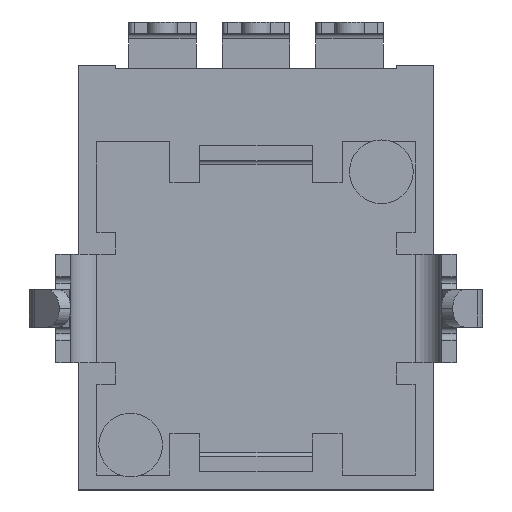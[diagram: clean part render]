
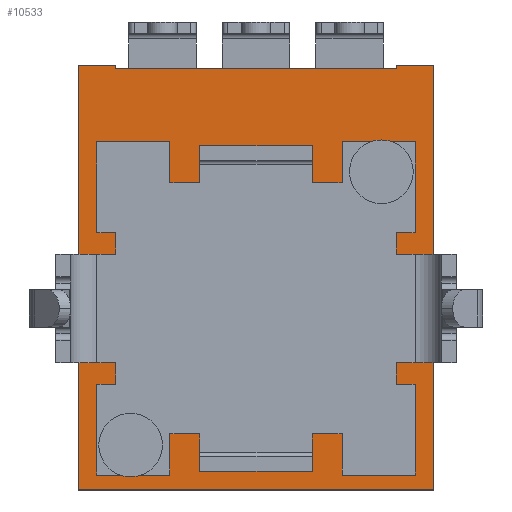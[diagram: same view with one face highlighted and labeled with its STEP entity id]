
A CAD part, front view. The second image highlights one B-rep face of the part: STEP entity #10533.
In plain terms, the highlighted planar face has unit normal (0, -1, 0).
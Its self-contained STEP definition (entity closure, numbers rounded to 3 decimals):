
#7 = VECTOR ( 'NONE', #6204, 1000. ) ;
#78 = CARTESIAN_POINT ( 'NONE',  ( -3.75, 3.45, 5. ) ) ;
#120 = EDGE_CURVE ( 'NONE', #7773, #2493, #1363, .T. ) ;
#168 = VERTEX_POINT ( 'NONE', #10125 ) ;
#264 = LINE ( 'NONE', #8294, #6550 ) ;
#355 = VERTEX_POINT ( 'NONE', #5875 ) ;
#444 = CARTESIAN_POINT ( 'NONE',  ( 4.75, 3.45, -6.25 ) ) ;
#490 = VERTEX_POINT ( 'NONE', #444 ) ;
#731 = VECTOR ( 'NONE', #1564, 1000. ) ;
#802 = DIRECTION ( 'NONE',  ( 0., 0., -1. ) ) ;
#891 = LINE ( 'NONE', #8623, #6437 ) ;
#1198 = EDGE_CURVE ( 'NONE', #490, #168, #10275, .T. ) ;
#1308 = CARTESIAN_POINT ( 'NONE',  ( 4.75, 3.45, -6.25 ) ) ;
#1363 = LINE ( 'NONE', #3427, #7 ) ;
#1424 = ORIENTED_EDGE ( 'NONE', *, *, #6276, .T. ) ;
#1564 = DIRECTION ( 'NONE',  ( 0., 0., 1. ) ) ;
#1675 = ORIENTED_EDGE ( 'NONE', *, *, #10213, .F. ) ;
#1689 = CARTESIAN_POINT ( 'NONE',  ( -3.75, 3.45, 5.1 ) ) ;
#1721 = VERTEX_POINT ( 'NONE', #9883 ) ;
#1822 = VECTOR ( 'NONE', #802, 1000. ) ;
#1952 = ORIENTED_EDGE ( 'NONE', *, *, #120, .T. ) ;
#2106 = CARTESIAN_POINT ( 'NONE',  ( -4.75, 3.45, -6.25 ) ) ;
#2375 = FACE_OUTER_BOUND ( 'NONE', #2476, .T. ) ;
#2403 = LINE ( 'NONE', #12379, #1822 ) ;
#2476 = EDGE_LOOP ( 'NONE', ( #8530, #9934, #7245, #1952, #1675, #9238, #7856, #1424 ) ) ;
#2493 = VERTEX_POINT ( 'NONE', #78 ) ;
#2606 = VERTEX_POINT ( 'NONE', #2106 ) ;
#2617 = EDGE_CURVE ( 'NONE', #355, #168, #9290, .T. ) ;
#3065 = CARTESIAN_POINT ( 'NONE',  ( -3.75, 3.45, 5.1 ) ) ;
#3281 = CARTESIAN_POINT ( 'NONE',  ( 0., 3.45, 0. ) ) ;
#3326 = VECTOR ( 'NONE', #10262, 1000. ) ;
#3427 = CARTESIAN_POINT ( 'NONE',  ( 3.75, 3.45, 5. ) ) ;
#3516 = EDGE_CURVE ( 'NONE', #1721, #2606, #2403, .T. ) ;
#4236 = DIRECTION ( 'NONE',  ( 0., -1., 0. ) ) ;
#4501 = DIRECTION ( 'NONE',  ( 1., 0., 0. ) ) ;
#5072 = DIRECTION ( 'NONE',  ( 1., 0., 0. ) ) ;
#5235 = DIRECTION ( 'NONE',  ( 0., 0., -1. ) ) ;
#5875 = CARTESIAN_POINT ( 'NONE',  ( 3.75, 3.45, 5.1 ) ) ;
#6204 = DIRECTION ( 'NONE',  ( -1., 0., 0. ) ) ;
#6276 = EDGE_CURVE ( 'NONE', #2606, #490, #264, .T. ) ;
#6437 = VECTOR ( 'NONE', #9518, 1000. ) ;
#6550 = VECTOR ( 'NONE', #4501, 1000. ) ;
#7029 = PLANE ( 'NONE',  #11435 ) ;
#7245 = ORIENTED_EDGE ( 'NONE', *, *, #11747, .T. ) ;
#7380 = VECTOR ( 'NONE', #5072, 1000. ) ;
#7773 = VERTEX_POINT ( 'NONE', #11346 ) ;
#7856 = ORIENTED_EDGE ( 'NONE', *, *, #3516, .T. ) ;
#8294 = CARTESIAN_POINT ( 'NONE',  ( -4.75, 3.45, -6.25 ) ) ;
#8482 = EDGE_CURVE ( 'NONE', #1721, #11137, #9913, .T. ) ;
#8530 = ORIENTED_EDGE ( 'NONE', *, *, #1198, .T. ) ;
#8623 = CARTESIAN_POINT ( 'NONE',  ( 3.75, 3.45, 5.1 ) ) ;
#8832 = CARTESIAN_POINT ( 'NONE',  ( -3.75, 3.45, 5.1 ) ) ;
#9238 = ORIENTED_EDGE ( 'NONE', *, *, #8482, .F. ) ;
#9290 = LINE ( 'NONE', #10643, #10332 ) ;
#9518 = DIRECTION ( 'NONE',  ( 0., 0., -1. ) ) ;
#9883 = CARTESIAN_POINT ( 'NONE',  ( -4.75, 3.45, 5.1 ) ) ;
#9913 = LINE ( 'NONE', #3065, #7380 ) ;
#9934 = ORIENTED_EDGE ( 'NONE', *, *, #2617, .F. ) ;
#10125 = CARTESIAN_POINT ( 'NONE',  ( 4.75, 3.45, 5.1 ) ) ;
#10213 = EDGE_CURVE ( 'NONE', #11137, #2493, #11688, .T. ) ;
#10262 = DIRECTION ( 'NONE',  ( 0., 0., -1. ) ) ;
#10275 = LINE ( 'NONE', #1308, #731 ) ;
#10332 = VECTOR ( 'NONE', #10718, 1000. ) ;
#10533 = ADVANCED_FACE ( 'NONE', ( #2375 ), #7029, .T. ) ;
#10643 = CARTESIAN_POINT ( 'NONE',  ( 3.75, 3.45, 5.1 ) ) ;
#10718 = DIRECTION ( 'NONE',  ( 1., 0., 0. ) ) ;
#11137 = VERTEX_POINT ( 'NONE', #8832 ) ;
#11346 = CARTESIAN_POINT ( 'NONE',  ( 3.75, 3.45, 5. ) ) ;
#11435 = AXIS2_PLACEMENT_3D ( 'NONE', #3281, #4236, #5235 ) ;
#11688 = LINE ( 'NONE', #1689, #3326 ) ;
#11747 = EDGE_CURVE ( 'NONE', #355, #7773, #891, .T. ) ;
#12379 = CARTESIAN_POINT ( 'NONE',  ( -4.75, 3.45, 5.1 ) ) ;
